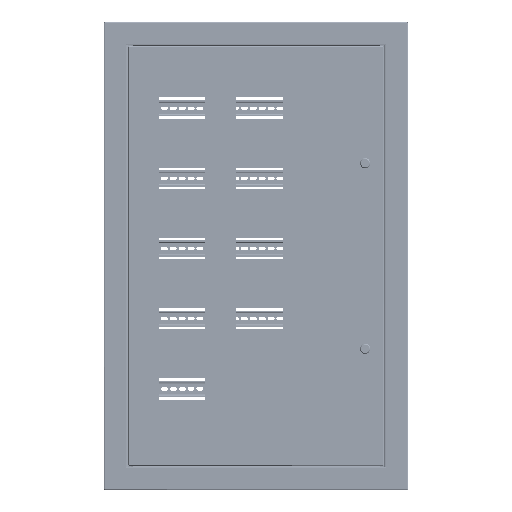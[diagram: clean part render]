
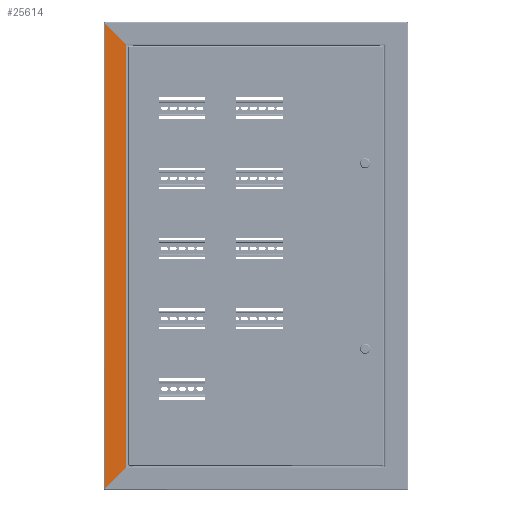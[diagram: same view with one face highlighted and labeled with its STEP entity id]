
A CAD part, top view. The second image highlights one B-rep face of the part: STEP entity #25614.
In plain terms, the highlighted face is planar.
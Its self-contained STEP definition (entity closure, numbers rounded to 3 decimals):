
#4270 = ORIENTED_EDGE ( 'NONE', *, *, #61174, .T. ) ;
#6683 = DIRECTION ( 'NONE',  ( 0., 0., 1. ) ) ;
#8431 = DIRECTION ( 'NONE',  ( 0., 1., 0. ) ) ;
#10253 = CARTESIAN_POINT ( 'NONE',  ( -2., 1000., -1. ) ) ;
#13176 = DIRECTION ( 'NONE',  ( 1., 0., 0. ) ) ;
#13549 = VECTOR ( 'NONE', #8431, 1000. ) ;
#17117 = LINE ( 'NONE', #10253, #71765 ) ;
#25614 = ADVANCED_FACE ( 'NONE', ( #37484 ), #74737, .F. ) ;
#30014 = EDGE_CURVE ( 'NONE', #74530, #42762, #67668, .T. ) ;
#31604 = CARTESIAN_POINT ( 'NONE',  ( -48., 2., -1. ) ) ;
#37484 = FACE_OUTER_BOUND ( 'NONE', #69759, .T. ) ;
#39232 = CARTESIAN_POINT ( 'NONE',  ( -48., 0., -1. ) ) ;
#40514 = DIRECTION ( 'NONE',  ( 0.707, -0.707, 0. ) ) ;
#41393 = AXIS2_PLACEMENT_3D ( 'NONE', #62187, #6683, #13176 ) ;
#42444 = CARTESIAN_POINT ( 'NONE',  ( -48., 998., -1. ) ) ;
#42762 = VERTEX_POINT ( 'NONE', #51312 ) ;
#44973 = VECTOR ( 'NONE', #40514, 1000. ) ;
#45343 = LINE ( 'NONE', #39232, #13549 ) ;
#47122 = EDGE_CURVE ( 'NONE', #71230, #71446, #65996, .T. ) ;
#48459 = ORIENTED_EDGE ( 'NONE', *, *, #61681, .T. ) ;
#48668 = DIRECTION ( 'NONE',  ( 0.707, 0.707, 0. ) ) ;
#50420 = VECTOR ( 'NONE', #48668, 1000. ) ;
#51312 = CARTESIAN_POINT ( 'NONE',  ( -2., 48., -1. ) ) ;
#55542 = CARTESIAN_POINT ( 'NONE',  ( -50., 0., -1. ) ) ;
#61174 = EDGE_CURVE ( 'NONE', #74530, #71230, #45343, .T. ) ;
#61681 = EDGE_CURVE ( 'NONE', #71446, #42762, #17117, .T. ) ;
#62187 = CARTESIAN_POINT ( 'NONE',  ( 0., 1000., -1. ) ) ;
#64785 = ORIENTED_EDGE ( 'NONE', *, *, #30014, .F. ) ;
#65996 = LINE ( 'NONE', #78530, #44973 ) ;
#67334 = DIRECTION ( 'NONE',  ( 0., -1., 0. ) ) ;
#67668 = LINE ( 'NONE', #55542, #50420 ) ;
#68751 = ORIENTED_EDGE ( 'NONE', *, *, #47122, .T. ) ;
#69759 = EDGE_LOOP ( 'NONE', ( #68751, #48459, #64785, #4270 ) ) ;
#69943 = CARTESIAN_POINT ( 'NONE',  ( -2., 952., -1. ) ) ;
#71230 = VERTEX_POINT ( 'NONE', #42444 ) ;
#71446 = VERTEX_POINT ( 'NONE', #69943 ) ;
#71765 = VECTOR ( 'NONE', #67334, 1000. ) ;
#74530 = VERTEX_POINT ( 'NONE', #31604 ) ;
#74737 = PLANE ( 'NONE',  #41393 ) ;
#78530 = CARTESIAN_POINT ( 'NONE',  ( -25., 975., -1. ) ) ;
